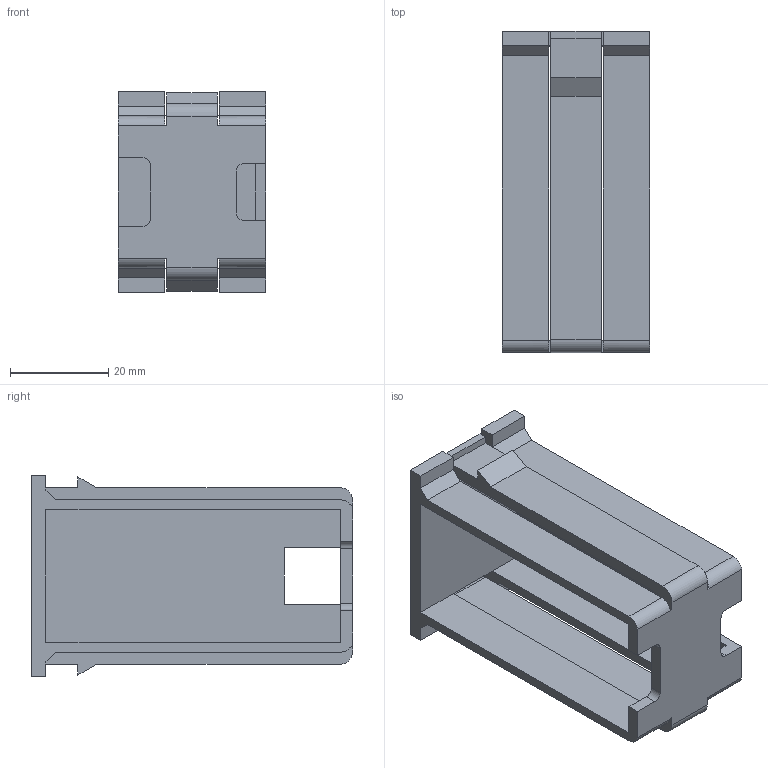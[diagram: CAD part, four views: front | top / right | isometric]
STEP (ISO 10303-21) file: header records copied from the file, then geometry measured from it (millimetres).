
FILE_DESCRIPTION(('STEP AP203'), '1');
FILE_NAME('akb_mount1300', '2024-09-28T16:03:42', ('Ivan'), (''), 'C3D Converter', 'C3D Toolkit', '');
FILE_SCHEMA(('CONFIG_CONTROL_DESIGN'));
Length unit declared in the file: millimetre
Bounding box: 30 x 65.5 x 41 mm (x, y, z)
Volume: 16117.9 mm3; surface area: 15967.3 mm2
Topology: 1 solids, 1 shells, 82 faces, 254 edges, 164 vertices
Faces by surface type: plane 68, cylinder 14
Entity records: 3506 total; most frequent: ORIENTED_EDGE 508, CARTESIAN_POINT 501, DIRECTION 452, EDGE_CURVE 254, LINE 222, VECTOR 222, VERTEX_POINT 164, AXIS2_PLACEMENT_3D 115
